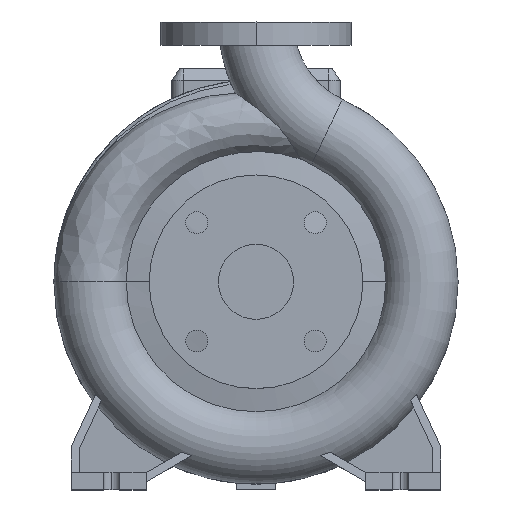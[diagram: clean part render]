
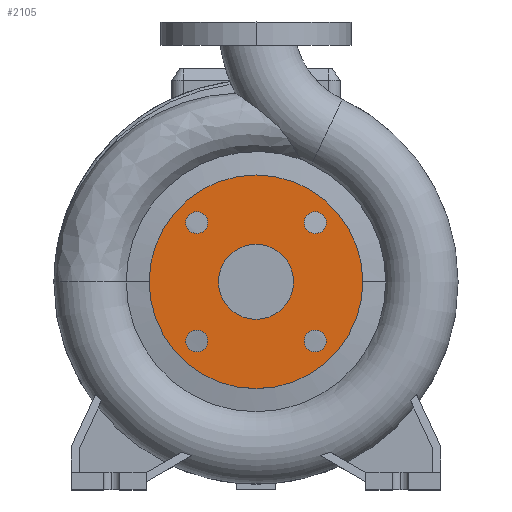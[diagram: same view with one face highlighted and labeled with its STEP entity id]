
A CAD part, top view. The second image highlights one B-rep face of the part: STEP entity #2105.
In plain terms, the highlighted planar face has unit normal (0, 0, 1).
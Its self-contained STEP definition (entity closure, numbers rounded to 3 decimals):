
#7 = CARTESIAN_POINT ( 'NONE',  ( 0., 0., 100. ) ) ;
#148 = CARTESIAN_POINT ( 'NONE',  ( 60.765, -51.265, 100. ) ) ;
#489 = FACE_BOUND ( 'NONE', #1332, .T. ) ;
#552 = EDGE_CURVE ( 'NONE', #8043, #1899, #1113, .T. ) ;
#584 = EDGE_CURVE ( 'NONE', #4918, #10826, #2962, .T. ) ;
#671 = AXIS2_PLACEMENT_3D ( 'NONE', #5886, #9189, #7034 ) ;
#750 = CARTESIAN_POINT ( 'NONE',  ( 92.5, 0., 100. ) ) ;
#816 = DIRECTION ( 'NONE',  ( 0., 0., 1. ) ) ;
#820 = DIRECTION ( 'NONE',  ( 0., 0., 1. ) ) ;
#893 = EDGE_CURVE ( 'NONE', #7068, #10749, #9163, .T. ) ;
#1113 = CIRCLE ( 'NONE', #9146, 9.5 ) ;
#1203 = CARTESIAN_POINT ( 'NONE',  ( -92.5, 0., 100. ) ) ;
#1332 = EDGE_LOOP ( 'NONE', ( #8781, #9571 ) ) ;
#1362 = CIRCLE ( 'NONE', #671, 9.5 ) ;
#1705 = AXIS2_PLACEMENT_3D ( 'NONE', #10878, #5431, #12032 ) ;
#1773 = AXIS2_PLACEMENT_3D ( 'NONE', #4317, #3032, #7407 ) ;
#1899 = VERTEX_POINT ( 'NONE', #3163 ) ;
#1950 = EDGE_CURVE ( 'NONE', #12624, #5720, #10493, .T. ) ;
#2105 = ADVANCED_FACE ( 'NONE', ( #6173, #4893, #13795, #7108, #489, #11412 ), #8260, .F. ) ;
#2240 = CARTESIAN_POINT ( 'NONE',  ( 32.5, 0., 100. ) ) ;
#2315 = CARTESIAN_POINT ( 'NONE',  ( -41.765, 51.265, 100. ) ) ;
#2713 = DIRECTION ( 'NONE',  ( 0., 0., 1. ) ) ;
#2826 = EDGE_CURVE ( 'NONE', #10749, #7068, #10435, .T. ) ;
#2847 = DIRECTION ( 'NONE',  ( 1., 0., 0. ) ) ;
#2957 = DIRECTION ( 'NONE',  ( 0., 0., 1. ) ) ;
#2962 = CIRCLE ( 'NONE', #10974, 9.5 ) ;
#3032 = DIRECTION ( 'NONE',  ( 0., 0., 1. ) ) ;
#3163 = CARTESIAN_POINT ( 'NONE',  ( -60.765, 51.265, 100. ) ) ;
#3407 = CARTESIAN_POINT ( 'NONE',  ( -60.765, -51.265, 100. ) ) ;
#4066 = CARTESIAN_POINT ( 'NONE',  ( 51.265, 51.265, 100. ) ) ;
#4317 = CARTESIAN_POINT ( 'NONE',  ( 51.265, -51.265, 100. ) ) ;
#4650 = ORIENTED_EDGE ( 'NONE', *, *, #893, .T. ) ;
#4805 = CARTESIAN_POINT ( 'NONE',  ( -51.265, 51.265, 100. ) ) ;
#4808 = AXIS2_PLACEMENT_3D ( 'NONE', #11342, #9331, #8186 ) ;
#4893 = FACE_OUTER_BOUND ( 'NONE', #14139, .T. ) ;
#4911 = CARTESIAN_POINT ( 'NONE',  ( 0., 0., 100. ) ) ;
#4918 = VERTEX_POINT ( 'NONE', #3407 ) ;
#5019 = CARTESIAN_POINT ( 'NONE',  ( -51.265, -51.265, 100. ) ) ;
#5153 = DIRECTION ( 'NONE',  ( 0., 0., 1. ) ) ;
#5431 = DIRECTION ( 'NONE',  ( 0., 0., 1. ) ) ;
#5646 = CARTESIAN_POINT ( 'NONE',  ( 60.765, 51.265, 100. ) ) ;
#5720 = VERTEX_POINT ( 'NONE', #10240 ) ;
#5878 = EDGE_CURVE ( 'NONE', #12197, #8426, #12973, .T. ) ;
#5886 = CARTESIAN_POINT ( 'NONE',  ( 51.265, -51.265, 100. ) ) ;
#5889 = ORIENTED_EDGE ( 'NONE', *, *, #10541, .F. ) ;
#6032 = DIRECTION ( 'NONE',  ( -1., 0., 0. ) ) ;
#6092 = DIRECTION ( 'NONE',  ( 0., 0., 1. ) ) ;
#6173 = FACE_BOUND ( 'NONE', #10566, .T. ) ;
#6396 = ORIENTED_EDGE ( 'NONE', *, *, #1950, .F. ) ;
#6428 = VERTEX_POINT ( 'NONE', #2240 ) ;
#6676 = CARTESIAN_POINT ( 'NONE',  ( -32.5, 0., 100. ) ) ;
#6765 = DIRECTION ( 'NONE',  ( 1., 0., 0. ) ) ;
#6780 = AXIS2_PLACEMENT_3D ( 'NONE', #10665, #816, #2847 ) ;
#6870 = EDGE_LOOP ( 'NONE', ( #10348, #9020 ) ) ;
#6937 = DIRECTION ( 'NONE',  ( 1., 0., 0. ) ) ;
#7027 = CARTESIAN_POINT ( 'NONE',  ( -41.765, -51.265, 100. ) ) ;
#7034 = DIRECTION ( 'NONE',  ( 1., 0., 0. ) ) ;
#7068 = VERTEX_POINT ( 'NONE', #750 ) ;
#7099 = EDGE_CURVE ( 'NONE', #8426, #12197, #13466, .T. ) ;
#7108 = FACE_BOUND ( 'NONE', #9482, .T. ) ;
#7119 = EDGE_CURVE ( 'NONE', #10826, #4918, #7511, .T. ) ;
#7175 = DIRECTION ( 'NONE',  ( 1., 0., 0. ) ) ;
#7402 = CARTESIAN_POINT ( 'NONE',  ( 41.765, 51.265, 100. ) ) ;
#7407 = DIRECTION ( 'NONE',  ( 1., 0., 0. ) ) ;
#7511 = CIRCLE ( 'NONE', #8422, 9.5 ) ;
#7597 = CIRCLE ( 'NONE', #7825, 32.5 ) ;
#7804 = CIRCLE ( 'NONE', #8274, 32.5 ) ;
#7825 = AXIS2_PLACEMENT_3D ( 'NONE', #7, #9991, #6765 ) ;
#7830 = ORIENTED_EDGE ( 'NONE', *, *, #9916, .F. ) ;
#7888 = ORIENTED_EDGE ( 'NONE', *, *, #13256, .F. ) ;
#8043 = VERTEX_POINT ( 'NONE', #2315 ) ;
#8089 = DIRECTION ( 'NONE',  ( 0., 0., 1. ) ) ;
#8186 = DIRECTION ( 'NONE',  ( 1., 0., 0. ) ) ;
#8260 = PLANE ( 'NONE',  #13026 ) ;
#8274 = AXIS2_PLACEMENT_3D ( 'NONE', #4911, #2957, #12870 ) ;
#8422 = AXIS2_PLACEMENT_3D ( 'NONE', #13980, #820, #11540 ) ;
#8426 = VERTEX_POINT ( 'NONE', #7402 ) ;
#8470 = EDGE_LOOP ( 'NONE', ( #6396, #7830 ) ) ;
#8514 = CIRCLE ( 'NONE', #4808, 9.5 ) ;
#8543 = VERTEX_POINT ( 'NONE', #6676 ) ;
#8781 = ORIENTED_EDGE ( 'NONE', *, *, #7119, .F. ) ;
#9020 = ORIENTED_EDGE ( 'NONE', *, *, #7099, .F. ) ;
#9146 = AXIS2_PLACEMENT_3D ( 'NONE', #4805, #2713, #7175 ) ;
#9163 = CIRCLE ( 'NONE', #9395, 92.5 ) ;
#9189 = DIRECTION ( 'NONE',  ( 0., 0., 1. ) ) ;
#9204 = ORIENTED_EDGE ( 'NONE', *, *, #552, .F. ) ;
#9331 = DIRECTION ( 'NONE',  ( 0., 0., 1. ) ) ;
#9395 = AXIS2_PLACEMENT_3D ( 'NONE', #13120, #8089, #6937 ) ;
#9482 = EDGE_LOOP ( 'NONE', ( #9204, #7888 ) ) ;
#9571 = ORIENTED_EDGE ( 'NONE', *, *, #584, .F. ) ;
#9916 = EDGE_CURVE ( 'NONE', #5720, #12624, #1362, .T. ) ;
#9991 = DIRECTION ( 'NONE',  ( 0., 0., 1. ) ) ;
#10021 = AXIS2_PLACEMENT_3D ( 'NONE', #4066, #5153, #11822 ) ;
#10240 = CARTESIAN_POINT ( 'NONE',  ( 41.765, -51.265, 100. ) ) ;
#10348 = ORIENTED_EDGE ( 'NONE', *, *, #5878, .F. ) ;
#10411 = DIRECTION ( 'NONE',  ( 0., 0., -1. ) ) ;
#10435 = CIRCLE ( 'NONE', #1705, 92.5 ) ;
#10493 = CIRCLE ( 'NONE', #1773, 9.5 ) ;
#10541 = EDGE_CURVE ( 'NONE', #6428, #8543, #7804, .T. ) ;
#10566 = EDGE_LOOP ( 'NONE', ( #5889, #11658 ) ) ;
#10665 = CARTESIAN_POINT ( 'NONE',  ( 51.265, 51.265, 100. ) ) ;
#10749 = VERTEX_POINT ( 'NONE', #1203 ) ;
#10826 = VERTEX_POINT ( 'NONE', #7027 ) ;
#10878 = CARTESIAN_POINT ( 'NONE',  ( 0., 0., 100. ) ) ;
#10974 = AXIS2_PLACEMENT_3D ( 'NONE', #5019, #6092, #13483 ) ;
#11342 = CARTESIAN_POINT ( 'NONE',  ( -51.265, 51.265, 100. ) ) ;
#11384 = EDGE_CURVE ( 'NONE', #8543, #6428, #7597, .T. ) ;
#11412 = FACE_BOUND ( 'NONE', #8470, .T. ) ;
#11540 = DIRECTION ( 'NONE',  ( 1., 0., 0. ) ) ;
#11658 = ORIENTED_EDGE ( 'NONE', *, *, #11384, .F. ) ;
#11822 = DIRECTION ( 'NONE',  ( 1., 0., 0. ) ) ;
#12032 = DIRECTION ( 'NONE',  ( 1., 0., 0. ) ) ;
#12197 = VERTEX_POINT ( 'NONE', #5646 ) ;
#12426 = CARTESIAN_POINT ( 'NONE',  ( 0., 92.5, 100. ) ) ;
#12624 = VERTEX_POINT ( 'NONE', #148 ) ;
#12754 = ORIENTED_EDGE ( 'NONE', *, *, #2826, .T. ) ;
#12870 = DIRECTION ( 'NONE',  ( 1., 0., 0. ) ) ;
#12973 = CIRCLE ( 'NONE', #6780, 9.5 ) ;
#13026 = AXIS2_PLACEMENT_3D ( 'NONE', #12426, #10411, #6032 ) ;
#13120 = CARTESIAN_POINT ( 'NONE',  ( 0., 0., 100. ) ) ;
#13256 = EDGE_CURVE ( 'NONE', #1899, #8043, #8514, .T. ) ;
#13466 = CIRCLE ( 'NONE', #10021, 9.5 ) ;
#13483 = DIRECTION ( 'NONE',  ( 1., 0., 0. ) ) ;
#13795 = FACE_BOUND ( 'NONE', #6870, .T. ) ;
#13980 = CARTESIAN_POINT ( 'NONE',  ( -51.265, -51.265, 100. ) ) ;
#14139 = EDGE_LOOP ( 'NONE', ( #4650, #12754 ) ) ;
